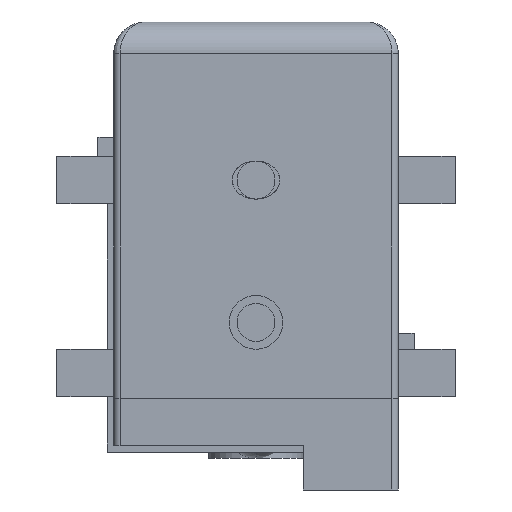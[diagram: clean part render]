
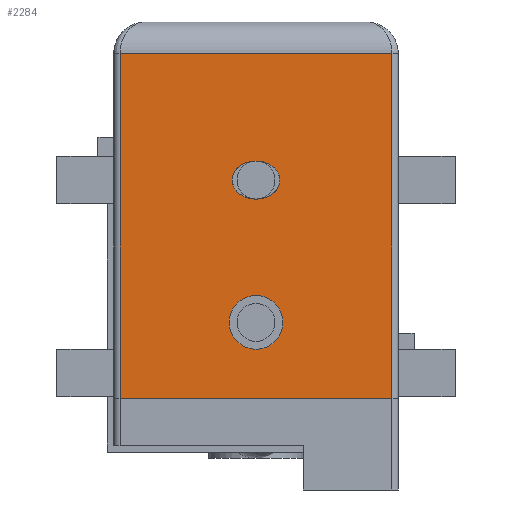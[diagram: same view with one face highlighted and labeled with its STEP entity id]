
A CAD part, front view. The second image highlights one B-rep face of the part: STEP entity #2284.
In plain terms, the highlighted planar face has unit normal (0, -1, 0).
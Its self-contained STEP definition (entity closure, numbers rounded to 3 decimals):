
#979=DIRECTION('',(-1.,0.,0.));
#980=VECTOR('',#979,8.6);
#981=CARTESIAN_POINT('',(4.3,0.,-11.9));
#982=LINE('',#981,#980);
#1097=DIRECTION('',(0.,0.,-1.));
#1098=VECTOR('',#1097,10.9);
#1099=CARTESIAN_POINT('',(-4.3,0.,-1.));
#1100=LINE('',#1099,#1098);
#1101=DIRECTION('',(-1.,0.,0.));
#1102=VECTOR('',#1101,8.6);
#1103=CARTESIAN_POINT('',(4.3,0.,-1.));
#1104=LINE('',#1103,#1102);
#1105=DIRECTION('',(0.,0.,1.));
#1106=VECTOR('',#1105,10.9);
#1107=CARTESIAN_POINT('',(4.3,0.,-11.9));
#1108=LINE('',#1107,#1106);
#1109=CARTESIAN_POINT('',(-0.75,0.,-5.));
#1110=CARTESIAN_POINT('',(-0.75,0.,-4.958));
#1111=CARTESIAN_POINT('',(-0.739,0.,-4.875));
#1112=CARTESIAN_POINT('',(-0.692,0.,-4.757));
#1113=CARTESIAN_POINT('',(-0.611,0.,-4.644));
#1114=CARTESIAN_POINT('',(-0.501,0.,-4.548));
#1115=CARTESIAN_POINT('',(-0.363,0.,-4.468));
#1116=CARTESIAN_POINT('',(-0.183,0.,-4.411));
#1117=CARTESIAN_POINT('',(0.011,0.,-4.393));
#1118=CARTESIAN_POINT('',(0.22,0.,-4.418));
#1119=CARTESIAN_POINT('',(0.411,0.,-4.488));
#1120=CARTESIAN_POINT('',(0.575,0.,-4.603));
#1121=CARTESIAN_POINT('',(0.681,0.,-4.734));
#1122=CARTESIAN_POINT('',(0.739,0.,-4.872));
#1123=CARTESIAN_POINT('',(0.75,0.,-4.958));
#1124=CARTESIAN_POINT('',(0.75,0.,-5.));
#1126=CARTESIAN_POINT('',(0.75,0.,-5.));
#1127=CARTESIAN_POINT('',(0.75,0.,-5.042));
#1128=CARTESIAN_POINT('',(0.739,0.,-5.125));
#1129=CARTESIAN_POINT('',(0.692,0.,-5.243));
#1130=CARTESIAN_POINT('',(0.611,0.,-5.356));
#1131=CARTESIAN_POINT('',(0.501,0.,-5.452));
#1132=CARTESIAN_POINT('',(0.363,0.,-5.532));
#1133=CARTESIAN_POINT('',(0.183,0.,-5.589));
#1134=CARTESIAN_POINT('',(-0.011,0.,-5.607));
#1135=CARTESIAN_POINT('',(-0.22,0.,-5.582));
#1136=CARTESIAN_POINT('',(-0.411,0.,-5.512));
#1137=CARTESIAN_POINT('',(-0.575,0.,-5.397));
#1138=CARTESIAN_POINT('',(-0.681,0.,-5.266));
#1139=CARTESIAN_POINT('',(-0.739,0.,-5.128));
#1140=CARTESIAN_POINT('',(-0.75,0.,-5.042));
#1141=CARTESIAN_POINT('',(-0.75,0.,-5.));
#1143=CARTESIAN_POINT('',(0.,0.,-9.5));
#1144=DIRECTION('',(0.,1.,0.));
#1145=DIRECTION('',(0.,0.,-1.));
#1146=AXIS2_PLACEMENT_3D('',#1143,#1144,#1145);
#1148=CARTESIAN_POINT('',(0.,0.,-9.5));
#1149=DIRECTION('',(0.,1.,0.));
#1150=DIRECTION('',(0.,0.,1.));
#1151=AXIS2_PLACEMENT_3D('',#1148,#1149,#1150);
#1672=CARTESIAN_POINT('',(4.3,0.,-1.));
#1674=VERTEX_POINT('',#1672);
#1709=CARTESIAN_POINT('',(4.3,0.,-11.9));
#1710=VERTEX_POINT('',#1709);
#1729=CARTESIAN_POINT('',(-4.3,0.,-1.));
#1731=VERTEX_POINT('',#1729);
#1744=CARTESIAN_POINT('',(-4.3,0.,-11.9));
#1745=VERTEX_POINT('',#1744);
#1769=CARTESIAN_POINT('',(0.,0.,-10.35));
#1770=VERTEX_POINT('',#1769);
#1801=VERTEX_POINT('',#1109);
#1802=VERTEX_POINT('',#1124);
#1819=CARTESIAN_POINT('',(0.,0.,-8.65));
#1820=VERTEX_POINT('',#1819);
#2259=CARTESIAN_POINT('',(-4.5,0.,-11.9));
#2260=DIRECTION('',(0.,-1.,0.));
#2261=DIRECTION('',(0.707,0.,-0.707));
#2262=AXIS2_PLACEMENT_3D('',#2259,#2260,#2261);
#2263=PLANE('',#2262);
#2264=ORIENTED_EDGE('',*,*,#1997,.T.);
#2266=ORIENTED_EDGE('',*,*,#2265,.F.);
#2268=ORIENTED_EDGE('',*,*,#2267,.F.);
#2269=ORIENTED_EDGE('',*,*,#2239,.F.);
#2270=EDGE_LOOP('',(#2264,#2266,#2268,#2269));
#2271=FACE_OUTER_BOUND('',#2270,.F.);
#2273=ORIENTED_EDGE('',*,*,#2272,.F.);
#2275=ORIENTED_EDGE('',*,*,#2274,.F.);
#2276=EDGE_LOOP('',(#2273,#2275));
#2277=FACE_BOUND('',#2276,.F.);
#2279=ORIENTED_EDGE('',*,*,#2278,.F.);
#2281=ORIENTED_EDGE('',*,*,#2280,.F.);
#2282=EDGE_LOOP('',(#2279,#2281));
#2283=FACE_BOUND('',#2282,.F.);
#1125=B_SPLINE_CURVE_WITH_KNOTS('',3,(#1109,#1110,#1111,#1112,#1113,#1114,#1115,
#1116,#1117,#1118,#1119,#1120,#1121,#1122,#1123,#1124),.UNSPECIFIED.,.F.,.F.,(4,
1,1,1,1,1,1,1,1,1,1,1,1,4),(0.,0.077,0.154,
0.231,0.308,0.385,0.462,
0.538,0.615,0.692,0.769,
0.846,0.923,1.),.UNSPECIFIED.);
#1142=B_SPLINE_CURVE_WITH_KNOTS('',3,(#1126,#1127,#1128,#1129,#1130,#1131,#1132,
#1133,#1134,#1135,#1136,#1137,#1138,#1139,#1140,#1141),.UNSPECIFIED.,.F.,.F.,(4,
1,1,1,1,1,1,1,1,1,1,1,1,4),(0.,0.077,0.154,
0.231,0.308,0.385,0.462,
0.538,0.615,0.692,0.769,
0.846,0.923,1.),.UNSPECIFIED.);
#1147=CIRCLE('',#1146,0.85);
#1152=CIRCLE('',#1151,0.85);
#1997=EDGE_CURVE('',#1710,#1745,#982,.T.);
#2239=EDGE_CURVE('',#1710,#1674,#1108,.T.);
#2265=EDGE_CURVE('',#1731,#1745,#1100,.T.);
#2267=EDGE_CURVE('',#1674,#1731,#1104,.T.);
#2272=EDGE_CURVE('',#1801,#1802,#1125,.T.);
#2274=EDGE_CURVE('',#1802,#1801,#1142,.T.);
#2278=EDGE_CURVE('',#1770,#1820,#1147,.T.);
#2280=EDGE_CURVE('',#1820,#1770,#1152,.T.);
#2284=ADVANCED_FACE('',(#2271,#2277,#2283),#2263,.T.);
